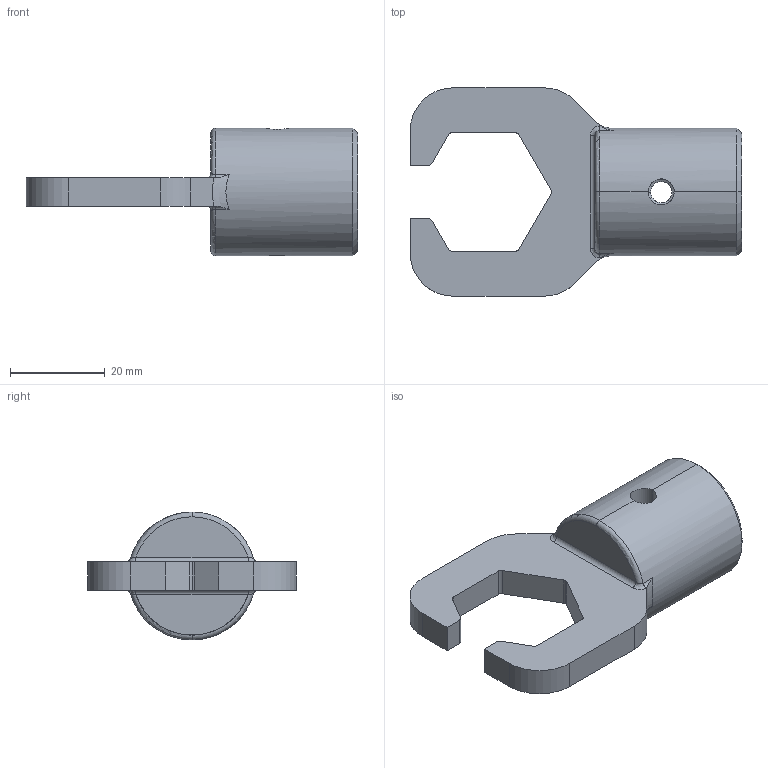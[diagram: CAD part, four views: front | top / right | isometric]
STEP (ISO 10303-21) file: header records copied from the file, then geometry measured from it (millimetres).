
FILE_DESCRIPTION(('HOOPS Exchange Step'),'2;1');
FILE_NAME('export-0A0DCC7B-0387-4061-94E2-53329CDC754E.stp','2023-12-02T12:17:02+01:00',('Engineering'),('Alibre'),'HOOPS Exchange 2021.0','Alibre','Unknown authorisation');
FILE_SCHEMA( ('AP242_MANAGED_MODEL_BASED_3D_ENGINEERING_MIM_LF {1 0 10303 442 1 1 4 }') );
Length unit declared in the file: millimetre
Products named in the file (1): 6393 Wrenchhead for ER 16 HEX-Nut, A-E 16 P
Bounding box: 70 x 44 x 27 mm (x, y, z)
Surface area: 7907 mm2 (no closed solid volume)
Topology: 0 solids, 54 shells, 63 faces, 313 edges, 292 vertices
Faces by surface type: cylinder 28, plane 19, bspline 6, cone 6, torus 4
Entity records: 5847 total; most frequent: CARTESIAN_POINT 3226, DIRECTION 498, ORIENTED_EDGE 334, EDGE_CURVE 313, VERTEX_POINT 292, AXIS2_PLACEMENT_3D 174, VECTOR 150, LINE 150
